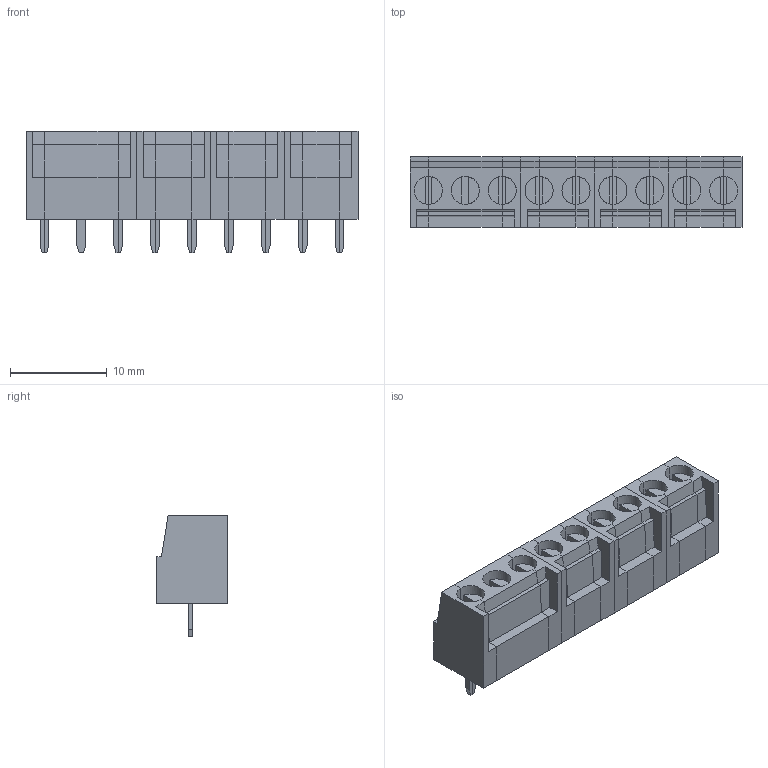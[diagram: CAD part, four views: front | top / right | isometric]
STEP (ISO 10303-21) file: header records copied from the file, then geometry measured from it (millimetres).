
FILE_DESCRIPTION( ( 'Unknown' ), '1' );
FILE_NAME( '691243310009.stp', 'Unknown', ( 'Unknown' ), ( 'Unknown' ), 'PSStep 18.0.17', 'Unknown', ' ' );
FILE_SCHEMA( ( 'AUTOMOTIVE_DESIGN { 1 0 10303 214 1 1 1 1 }' ) );
Length unit declared in the file: millimetre
Products named in the file (7): 691243310002; CPA3.81_DX; CPA3.81_SX; 691243310003; Assem1
Assembly tree (10 placements, depth 3):
  Assem1
    691243310002  x3
      CPA3.81_DX
      691243310002
      CPA3.81_SX
    691243310003
      CPA3.81_DX
      691243310003
      CPA3.81_SX
Bounding box: 34.29 x 7.3 x 12.6 mm (x, y, z)
Volume: 1704.6 mm3; surface area: 2905.8 mm2
Topology: 12 solids, 12 shells, 602 faces, 1686 edges, 1112 vertices
Faces by surface type: plane 585, cylinder 17
Full cylindrical faces by diameter (mm): 2.9 x1
Entity records: 9605 total; most frequent: CARTESIAN_POINT 1358, ORIENTED_EDGE 1332, DIRECTION 1201, EDGE_CURVE 666, LINE 637, VECTOR 637, VERTEX_POINT 439, AXIS2_PLACEMENT_3D 282
